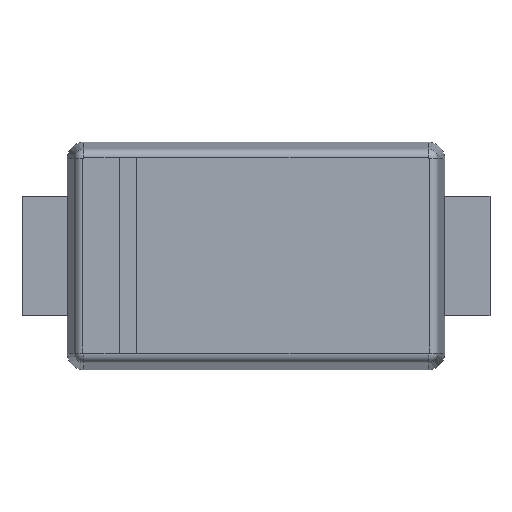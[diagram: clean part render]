
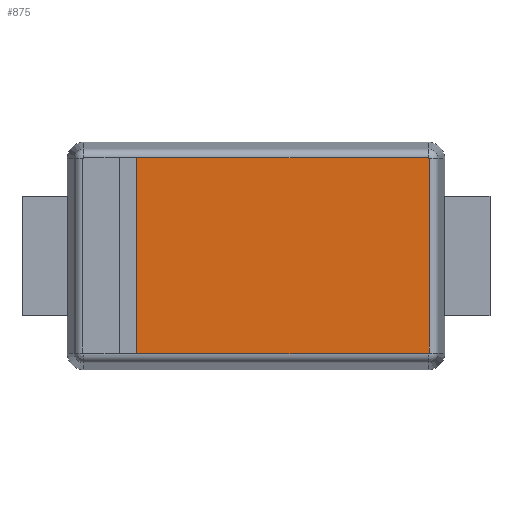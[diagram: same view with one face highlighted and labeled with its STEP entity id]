
A CAD part, top view. The second image highlights one B-rep face of the part: STEP entity #875.
In plain terms, the highlighted planar face has unit normal (0, 0, 1).
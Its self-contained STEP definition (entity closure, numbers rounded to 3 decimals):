
#171 = CYLINDRICAL_SURFACE('',#172,0.1);
#172 = AXIS2_PLACEMENT_3D('',#173,#174,#175);
#173 = CARTESIAN_POINT('',(1.95,1.11,0.8));
#174 = DIRECTION('',(-1.,-0.,-0.));
#175 = DIRECTION('',(-0.,0.,1.));
#225 = CYLINDRICAL_SURFACE('',#226,0.1);
#226 = AXIS2_PLACEMENT_3D('',#227,#228,#229);
#227 = CARTESIAN_POINT('',(-1.95,-1.11,0.8));
#228 = DIRECTION('',(1.,0.,0.));
#229 = DIRECTION('',(0.,0.,1.));
#349 = VERTEX_POINT('',#350);
#350 = CARTESIAN_POINT('',(1.95,-1.11,0.9));
#365 = SURFACE_OF_REVOLUTION('',#366,#374);
#366 = B_SPLINE_CURVE_WITH_KNOTS('',6,(#367,#368,#369,#370,#371,#372,
    #373),.UNSPECIFIED.,.F.,.F.,(7,7),(4.712,6.173),
  .PIECEWISE_BEZIER_KNOTS.);
#367 = CARTESIAN_POINT('',(1.95,-1.11,0.9));
#368 = CARTESIAN_POINT('',(1.95,-1.135,0.9));
#369 = CARTESIAN_POINT('',(1.95,-1.159,0.893));
#370 = CARTESIAN_POINT('',(1.95,-1.181,0.879));
#371 = CARTESIAN_POINT('',(1.95,-1.197,0.859));
#372 = CARTESIAN_POINT('',(1.95,-1.207,0.835));
#373 = CARTESIAN_POINT('',(1.95,-1.21,0.811));
#374 = AXIS1_PLACEMENT('',#375,#376);
#375 = CARTESIAN_POINT('',(1.95,-1.1,0.8));
#376 = DIRECTION('',(-0.,-0.,-1.));
#384 = EDGE_CURVE('',#385,#349,#387,.T.);
#385 = VERTEX_POINT('',#386);
#386 = CARTESIAN_POINT('',(-1.35,-1.11,0.9));
#387 = SURFACE_CURVE('',#388,(#392,#399),.PCURVE_S1.);
#388 = LINE('',#389,#390);
#389 = CARTESIAN_POINT('',(-1.95,-1.11,0.9));
#390 = VECTOR('',#391,1.);
#391 = DIRECTION('',(1.,0.,0.));
#392 = PCURVE('',#225,#393);
#393 = DEFINITIONAL_REPRESENTATION('',(#394),#398);
#394 = LINE('',#395,#396);
#395 = CARTESIAN_POINT('',(0.,0.));
#396 = VECTOR('',#397,1.);
#397 = DIRECTION('',(0.,1.));
#398 = ( GEOMETRIC_REPRESENTATION_CONTEXT(2) 
PARAMETRIC_REPRESENTATION_CONTEXT() REPRESENTATION_CONTEXT('2D SPACE',''
  ) );
#399 = PCURVE('',#400,#405);
#400 = PLANE('',#401);
#401 = AXIS2_PLACEMENT_3D('',#402,#403,#404);
#402 = CARTESIAN_POINT('',(0.,0.,0.9));
#403 = DIRECTION('',(-0.,-0.,-1.));
#404 = DIRECTION('',(0.,-1.,0.));
#405 = DEFINITIONAL_REPRESENTATION('',(#406),#410);
#406 = LINE('',#407,#408);
#407 = CARTESIAN_POINT('',(1.11,1.95));
#408 = VECTOR('',#409,1.);
#409 = DIRECTION('',(0.,-1.));
#410 = ( GEOMETRIC_REPRESENTATION_CONTEXT(2) 
PARAMETRIC_REPRESENTATION_CONTEXT() REPRESENTATION_CONTEXT('2D SPACE',''
  ) );
#524 = VERTEX_POINT('',#525);
#525 = CARTESIAN_POINT('',(1.95,1.11,0.9));
#542 = SURFACE_OF_REVOLUTION('',#543,#551);
#543 = B_SPLINE_CURVE_WITH_KNOTS('',6,(#544,#545,#546,#547,#548,#549,
    #550),.UNSPECIFIED.,.F.,.F.,(7,7),(4.712,6.173),
  .PIECEWISE_BEZIER_KNOTS.);
#544 = CARTESIAN_POINT('',(1.96,1.1,0.9));
#545 = CARTESIAN_POINT('',(1.985,1.1,0.9));
#546 = CARTESIAN_POINT('',(2.009,1.1,0.893));
#547 = CARTESIAN_POINT('',(2.031,1.1,0.879));
#548 = CARTESIAN_POINT('',(2.047,1.1,0.859));
#549 = CARTESIAN_POINT('',(2.057,1.1,0.835));
#550 = CARTESIAN_POINT('',(2.06,1.1,0.811));
#551 = AXIS1_PLACEMENT('',#552,#553);
#552 = CARTESIAN_POINT('',(1.95,1.1,0.8));
#553 = DIRECTION('',(-0.,-0.,-1.));
#613 = VERTEX_POINT('',#614);
#614 = CARTESIAN_POINT('',(-1.35,1.11,0.9));
#635 = EDGE_CURVE('',#524,#613,#636,.T.);
#636 = SURFACE_CURVE('',#637,(#641,#648),.PCURVE_S1.);
#637 = LINE('',#638,#639);
#638 = CARTESIAN_POINT('',(1.95,1.11,0.9));
#639 = VECTOR('',#640,1.);
#640 = DIRECTION('',(-1.,-0.,-0.));
#641 = PCURVE('',#171,#642);
#642 = DEFINITIONAL_REPRESENTATION('',(#643),#647);
#643 = LINE('',#644,#645);
#644 = CARTESIAN_POINT('',(0.,0.));
#645 = VECTOR('',#646,1.);
#646 = DIRECTION('',(0.,1.));
#647 = ( GEOMETRIC_REPRESENTATION_CONTEXT(2) 
PARAMETRIC_REPRESENTATION_CONTEXT() REPRESENTATION_CONTEXT('2D SPACE',''
  ) );
#648 = PCURVE('',#400,#649);
#649 = DEFINITIONAL_REPRESENTATION('',(#650),#654);
#650 = LINE('',#651,#652);
#651 = CARTESIAN_POINT('',(-1.11,-1.95));
#652 = VECTOR('',#653,1.);
#653 = DIRECTION('',(0.,1.));
#654 = ( GEOMETRIC_REPRESENTATION_CONTEXT(2) 
PARAMETRIC_REPRESENTATION_CONTEXT() REPRESENTATION_CONTEXT('2D SPACE',''
  ) );
#841 = PLANE('',#842);
#842 = AXIS2_PLACEMENT_3D('',#843,#844,#845);
#843 = CARTESIAN_POINT('',(-1.35,1.11,0.9));
#844 = DIRECTION('',(-1.,0.,0.));
#845 = DIRECTION('',(0.,-1.,0.));
#875 = ADVANCED_FACE('',(#876),#400,.F.);
#876 = FACE_BOUND('',#877,.F.);
#877 = EDGE_LOOP('',(#878,#879,#900,#901,#929,#957));
#878 = ORIENTED_EDGE('',*,*,#384,.F.);
#879 = ORIENTED_EDGE('',*,*,#880,.F.);
#880 = EDGE_CURVE('',#613,#385,#881,.T.);
#881 = SURFACE_CURVE('',#882,(#886,#893),.PCURVE_S1.);
#882 = LINE('',#883,#884);
#883 = CARTESIAN_POINT('',(-1.35,1.11,0.9));
#884 = VECTOR('',#885,1.);
#885 = DIRECTION('',(0.,-1.,0.));
#886 = PCURVE('',#400,#887);
#887 = DEFINITIONAL_REPRESENTATION('',(#888),#892);
#888 = LINE('',#889,#890);
#889 = CARTESIAN_POINT('',(-1.11,1.35));
#890 = VECTOR('',#891,1.);
#891 = DIRECTION('',(1.,0.));
#892 = ( GEOMETRIC_REPRESENTATION_CONTEXT(2) 
PARAMETRIC_REPRESENTATION_CONTEXT() REPRESENTATION_CONTEXT('2D SPACE',''
  ) );
#893 = PCURVE('',#841,#894);
#894 = DEFINITIONAL_REPRESENTATION('',(#895),#899);
#895 = LINE('',#896,#897);
#896 = CARTESIAN_POINT('',(0.,0.));
#897 = VECTOR('',#898,1.);
#898 = DIRECTION('',(1.,0.));
#899 = ( GEOMETRIC_REPRESENTATION_CONTEXT(2) 
PARAMETRIC_REPRESENTATION_CONTEXT() REPRESENTATION_CONTEXT('2D SPACE',''
  ) );
#900 = ORIENTED_EDGE('',*,*,#635,.F.);
#901 = ORIENTED_EDGE('',*,*,#902,.F.);
#902 = EDGE_CURVE('',#903,#524,#905,.T.);
#903 = VERTEX_POINT('',#904);
#904 = CARTESIAN_POINT('',(1.96,1.1,0.9));
#905 = SURFACE_CURVE('',#906,(#911,#922),.PCURVE_S1.);
#906 = CIRCLE('',#907,0.01);
#907 = AXIS2_PLACEMENT_3D('',#908,#909,#910);
#908 = CARTESIAN_POINT('',(1.95,1.1,0.9));
#909 = DIRECTION('',(0.,0.,1.));
#910 = DIRECTION('',(1.,0.,-0.));
#911 = PCURVE('',#400,#912);
#912 = DEFINITIONAL_REPRESENTATION('',(#913),#921);
#913 = ( BOUNDED_CURVE() B_SPLINE_CURVE(2,(#914,#915,#916,#917,#918,#919
,#920),.UNSPECIFIED.,.T.,.F.) B_SPLINE_CURVE_WITH_KNOTS((1,2,2,2,2,1),(
    -2.094,0.,2.094,4.189,6.283,
8.378),.UNSPECIFIED.) CURVE() GEOMETRIC_REPRESENTATION_ITEM() 
RATIONAL_B_SPLINE_CURVE((1.,0.5,1.,0.5,1.,0.5,1.)) REPRESENTATION_ITEM(
  '') );
#914 = CARTESIAN_POINT('',(-1.1,-1.96));
#915 = CARTESIAN_POINT('',(-1.118,-1.96));
#916 = CARTESIAN_POINT('',(-1.109,-1.945));
#917 = CARTESIAN_POINT('',(-1.1,-1.929));
#918 = CARTESIAN_POINT('',(-1.091,-1.945));
#919 = CARTESIAN_POINT('',(-1.082,-1.96));
#920 = CARTESIAN_POINT('',(-1.1,-1.96));
#921 = ( GEOMETRIC_REPRESENTATION_CONTEXT(2) 
PARAMETRIC_REPRESENTATION_CONTEXT() REPRESENTATION_CONTEXT('2D SPACE',''
  ) );
#922 = PCURVE('',#542,#923);
#923 = DEFINITIONAL_REPRESENTATION('',(#924),#928);
#924 = LINE('',#925,#926);
#925 = CARTESIAN_POINT('',(6.283,4.712));
#926 = VECTOR('',#927,1.);
#927 = DIRECTION('',(-1.,0.));
#928 = ( GEOMETRIC_REPRESENTATION_CONTEXT(2) 
PARAMETRIC_REPRESENTATION_CONTEXT() REPRESENTATION_CONTEXT('2D SPACE',''
  ) );
#929 = ORIENTED_EDGE('',*,*,#930,.F.);
#930 = EDGE_CURVE('',#931,#903,#933,.T.);
#931 = VERTEX_POINT('',#932);
#932 = CARTESIAN_POINT('',(1.96,-1.1,0.9));
#933 = SURFACE_CURVE('',#934,(#938,#945),.PCURVE_S1.);
#934 = LINE('',#935,#936);
#935 = CARTESIAN_POINT('',(1.96,-1.1,0.9));
#936 = VECTOR('',#937,1.);
#937 = DIRECTION('',(0.,1.,0.));
#938 = PCURVE('',#400,#939);
#939 = DEFINITIONAL_REPRESENTATION('',(#940),#944);
#940 = LINE('',#941,#942);
#941 = CARTESIAN_POINT('',(1.1,-1.96));
#942 = VECTOR('',#943,1.);
#943 = DIRECTION('',(-1.,0.));
#944 = ( GEOMETRIC_REPRESENTATION_CONTEXT(2) 
PARAMETRIC_REPRESENTATION_CONTEXT() REPRESENTATION_CONTEXT('2D SPACE',''
  ) );
#945 = PCURVE('',#946,#951);
#946 = CYLINDRICAL_SURFACE('',#947,0.1);
#947 = AXIS2_PLACEMENT_3D('',#948,#949,#950);
#948 = CARTESIAN_POINT('',(1.96,-1.1,0.8));
#949 = DIRECTION('',(0.,1.,0.));
#950 = DIRECTION('',(0.,-0.,1.));
#951 = DEFINITIONAL_REPRESENTATION('',(#952),#956);
#952 = LINE('',#953,#954);
#953 = CARTESIAN_POINT('',(0.,0.));
#954 = VECTOR('',#955,1.);
#955 = DIRECTION('',(0.,1.));
#956 = ( GEOMETRIC_REPRESENTATION_CONTEXT(2) 
PARAMETRIC_REPRESENTATION_CONTEXT() REPRESENTATION_CONTEXT('2D SPACE',''
  ) );
#957 = ORIENTED_EDGE('',*,*,#958,.F.);
#958 = EDGE_CURVE('',#349,#931,#959,.T.);
#959 = SURFACE_CURVE('',#960,(#965,#976),.PCURVE_S1.);
#960 = CIRCLE('',#961,0.01);
#961 = AXIS2_PLACEMENT_3D('',#962,#963,#964);
#962 = CARTESIAN_POINT('',(1.95,-1.1,0.9));
#963 = DIRECTION('',(-0.,0.,1.));
#964 = DIRECTION('',(0.,-1.,0.));
#965 = PCURVE('',#400,#966);
#966 = DEFINITIONAL_REPRESENTATION('',(#967),#975);
#967 = ( BOUNDED_CURVE() B_SPLINE_CURVE(2,(#968,#969,#970,#971,#972,#973
,#974),.UNSPECIFIED.,.T.,.F.) B_SPLINE_CURVE_WITH_KNOTS((1,2,2,2,2,1),(
    -2.094,0.,2.094,4.189,6.283,
8.378),.UNSPECIFIED.) CURVE() GEOMETRIC_REPRESENTATION_ITEM() 
RATIONAL_B_SPLINE_CURVE((1.,0.5,1.,0.5,1.,0.5,1.)) REPRESENTATION_ITEM(
  '') );
#968 = CARTESIAN_POINT('',(1.11,-1.95));
#969 = CARTESIAN_POINT('',(1.11,-1.968));
#970 = CARTESIAN_POINT('',(1.095,-1.959));
#971 = CARTESIAN_POINT('',(1.079,-1.95));
#972 = CARTESIAN_POINT('',(1.095,-1.941));
#973 = CARTESIAN_POINT('',(1.11,-1.932));
#974 = CARTESIAN_POINT('',(1.11,-1.95));
#975 = ( GEOMETRIC_REPRESENTATION_CONTEXT(2) 
PARAMETRIC_REPRESENTATION_CONTEXT() REPRESENTATION_CONTEXT('2D SPACE',''
  ) );
#976 = PCURVE('',#365,#977);
#977 = DEFINITIONAL_REPRESENTATION('',(#978),#982);
#978 = LINE('',#979,#980);
#979 = CARTESIAN_POINT('',(6.283,4.712));
#980 = VECTOR('',#981,1.);
#981 = DIRECTION('',(-1.,0.));
#982 = ( GEOMETRIC_REPRESENTATION_CONTEXT(2) 
PARAMETRIC_REPRESENTATION_CONTEXT() REPRESENTATION_CONTEXT('2D SPACE',''
  ) );
